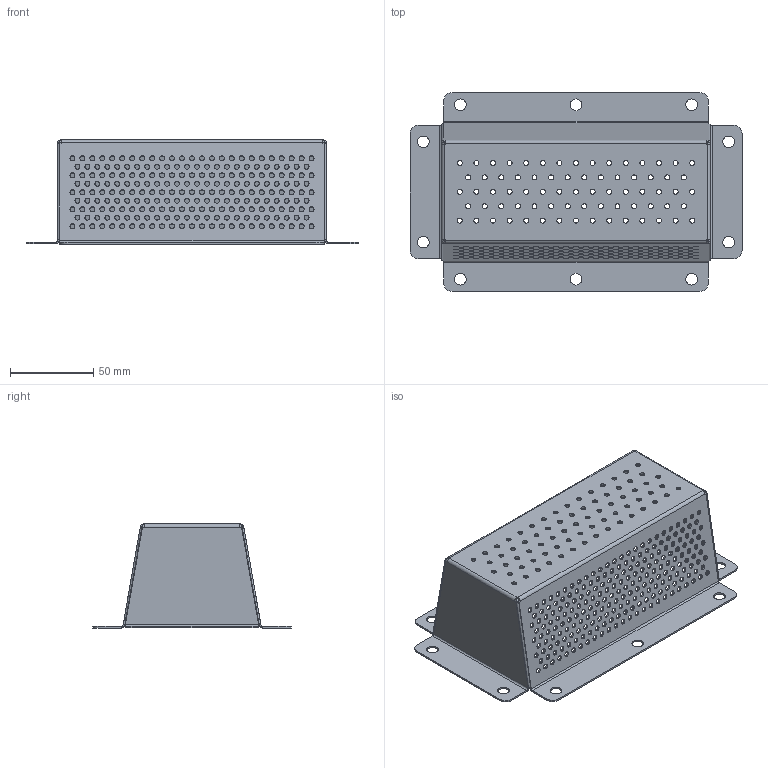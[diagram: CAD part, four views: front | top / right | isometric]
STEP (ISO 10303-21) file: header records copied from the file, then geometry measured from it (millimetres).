
FILE_DESCRIPTION (( 'STEP AP214' ), '1' );
FILE_NAME ('InletBoxWeldNut.STEP', '2024-10-09T10:45:53', ( '' ), ( '' ), 'SwSTEP 2.0', 'SolidWorks 2024', '' );
FILE_SCHEMA (( 'AUTOMOTIVE_DESIGN' ));
Length unit declared in the file: millimetre
Products named in the file (1): InletBoxWeldNut
Bounding box: 200 x 119.77 x 62.65 mm (x, y, z)
Volume: 44799.6 mm3; surface area: 93233.4 mm2
Topology: 1 solids, 1 shells, 754 faces, 2180 edges, 1424 vertices
Faces by surface type: cylinder 656, plane 86, bspline 12
Entity records: 26943 total; most frequent: DIRECTION 4902, CARTESIAN_POINT 4799, ORIENTED_EDGE 4352, EDGE_CURVE 2176, AXIS2_PLACEMENT_3D 2015, VERTEX_POINT 1424, EDGE_LOOP 1362, CIRCLE 1272
